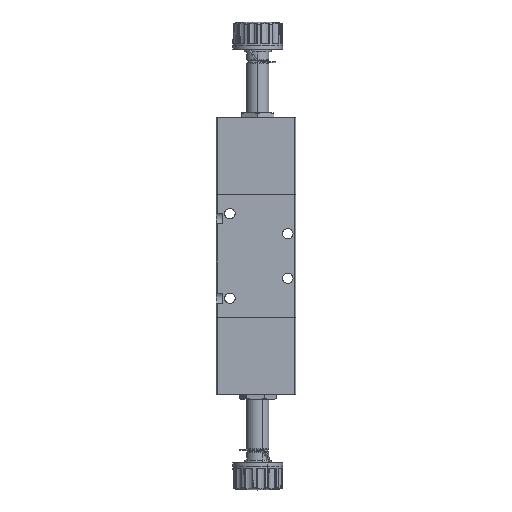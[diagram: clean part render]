
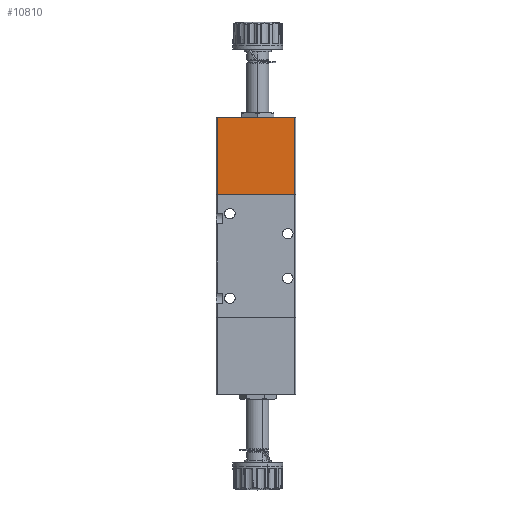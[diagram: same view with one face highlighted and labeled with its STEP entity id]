
A CAD part, left-side view. The second image highlights one B-rep face of the part: STEP entity #10810.
In plain terms, the highlighted planar face has unit normal (-1, 0, 0).
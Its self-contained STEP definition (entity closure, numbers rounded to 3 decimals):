
#2137 = CARTESIAN_POINT ( 'NONE',  ( 26.533, 22.074, 62.378 ) ) ;
#2319 = DIRECTION ( 'NONE',  ( 0., -1., 0. ) ) ;
#2349 = CARTESIAN_POINT ( 'NONE',  ( 26.533, 53.574, 93.378 ) ) ;
#6621 = VERTEX_POINT ( 'NONE', #11714 ) ;
#10810 = ADVANCED_FACE ( 'NONE', ( #23200 ), #65383, .F. ) ;
#11714 = CARTESIAN_POINT ( 'NONE',  ( 26.533, 53.074, 62.378 ) ) ;
#13766 = ORIENTED_EDGE ( 'NONE', *, *, #16046, .T. ) ;
#16046 = EDGE_CURVE ( 'NONE', #43319, #29375, #17850, .T. ) ;
#17850 = LINE ( 'NONE', #49317, #59325 ) ;
#23200 = FACE_OUTER_BOUND ( 'NONE', #30646, .T. ) ;
#25520 = ORIENTED_EDGE ( 'NONE', *, *, #50633, .T. ) ;
#26051 = VECTOR ( 'NONE', #36148, 1000. ) ;
#26157 = CARTESIAN_POINT ( 'NONE',  ( 26.533, 53.574, 93.378 ) ) ;
#26856 = DIRECTION ( 'NONE',  ( 0., 0., 1. ) ) ;
#29375 = VERTEX_POINT ( 'NONE', #43517 ) ;
#30646 = EDGE_LOOP ( 'NONE', ( #44401, #25520, #73206, #13766 ) ) ;
#30655 = DIRECTION ( 'NONE',  ( 0., 0., -1. ) ) ;
#30921 = EDGE_CURVE ( 'NONE', #6621, #43319, #37137, .T. ) ;
#31835 = DIRECTION ( 'NONE',  ( 0., 0., 1. ) ) ;
#36148 = DIRECTION ( 'NONE',  ( 0., -1., 0. ) ) ;
#37137 = LINE ( 'NONE', #64228, #52151 ) ;
#40709 = AXIS2_PLACEMENT_3D ( 'NONE', #26157, #65619, #31835 ) ;
#43319 = VERTEX_POINT ( 'NONE', #2137 ) ;
#43517 = CARTESIAN_POINT ( 'NONE',  ( 26.533, 22.074, 93.378 ) ) ;
#44401 = ORIENTED_EDGE ( 'NONE', *, *, #57988, .F. ) ;
#49317 = CARTESIAN_POINT ( 'NONE',  ( 26.533, 22.074, 93.378 ) ) ;
#50633 = EDGE_CURVE ( 'NONE', #61937, #6621, #53565, .T. ) ;
#52151 = VECTOR ( 'NONE', #2319, 1000. ) ;
#52562 = CARTESIAN_POINT ( 'NONE',  ( 26.533, 53.074, 93.378 ) ) ;
#53565 = LINE ( 'NONE', #64449, #70295 ) ;
#57988 = EDGE_CURVE ( 'NONE', #61937, #29375, #69275, .T. ) ;
#59325 = VECTOR ( 'NONE', #26856, 1000. ) ;
#61937 = VERTEX_POINT ( 'NONE', #52562 ) ;
#64228 = CARTESIAN_POINT ( 'NONE',  ( 26.533, 53.574, 62.378 ) ) ;
#64449 = CARTESIAN_POINT ( 'NONE',  ( 26.533, 53.074, 93.378 ) ) ;
#65383 = PLANE ( 'NONE',  #40709 ) ;
#65619 = DIRECTION ( 'NONE',  ( 1., 0., 0. ) ) ;
#69275 = LINE ( 'NONE', #2349, #26051 ) ;
#70295 = VECTOR ( 'NONE', #30655, 1000. ) ;
#73206 = ORIENTED_EDGE ( 'NONE', *, *, #30921, .T. ) ;
